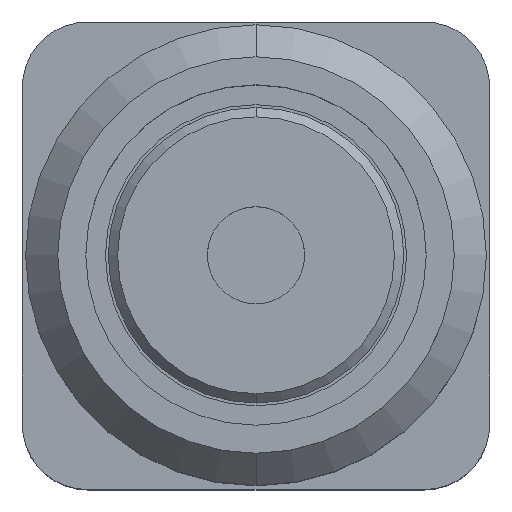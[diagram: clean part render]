
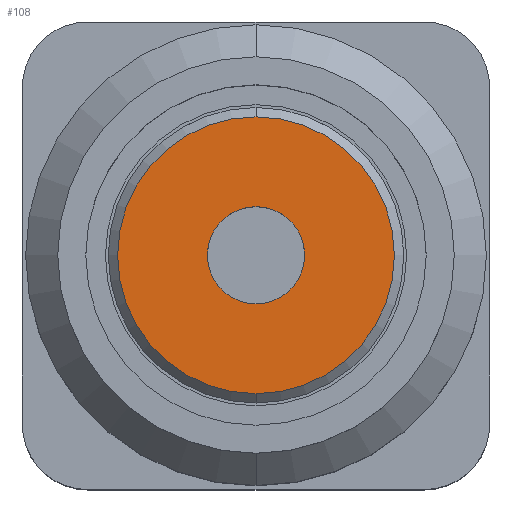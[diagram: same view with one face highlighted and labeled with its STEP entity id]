
A CAD part, top view. The second image highlights one B-rep face of the part: STEP entity #108.
In plain terms, the highlighted planar face has unit normal (0, 0, 1).
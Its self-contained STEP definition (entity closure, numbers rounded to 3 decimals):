
#108=ADVANCED_FACE('',(#246,#247),#248,.T.);
#246=FACE_OUTER_BOUND('',#388,.T.);
#247=FACE_BOUND('',#389,.T.);
#248=PLANE('',#390);
#388=EDGE_LOOP('',(#869,#870));
#389=EDGE_LOOP('',(#871,#872));
#390=AXIS2_PLACEMENT_3D('',#873,#874,#875);
#869=ORIENTED_EDGE('',*,*,#1038,.T.);
#870=ORIENTED_EDGE('',*,*,#1035,.F.);
#871=ORIENTED_EDGE('',*,*,#1039,.T.);
#872=ORIENTED_EDGE('',*,*,#1040,.F.);
#873=CARTESIAN_POINT('',(0.0,0.0,-2.032));
#874=DIRECTION('',(0.0,0.0,1.0));
#875=DIRECTION('',(1.0,0.0,0.0));
#1035=EDGE_CURVE('',#1275,#1276,#1277,.T.);
#1038=EDGE_CURVE('',#1275,#1276,#1280,.T.);
#1039=EDGE_CURVE('',#1281,#1282,#1283,.T.);
#1040=EDGE_CURVE('',#1281,#1282,#1284,.T.);
#1275=VERTEX_POINT('',#1611);
#1276=VERTEX_POINT('',#1612);
#1277=CIRCLE('',#1613,1.88);
#1280=CIRCLE('',#1618,1.88);
#1281=VERTEX_POINT('',#1619);
#1282=VERTEX_POINT('',#1620);
#1283=CIRCLE('',#1621,0.66);
#1284=CIRCLE('',#1622,0.66);
#1611=CARTESIAN_POINT('',(0.0,-1.88,-2.032));
#1612=CARTESIAN_POINT('',(0.0,1.88,-2.032));
#1613=AXIS2_PLACEMENT_3D('',#1871,#1872,#1873);
#1618=AXIS2_PLACEMENT_3D('',#1876,#1877,#1878);
#1619=CARTESIAN_POINT('',(0.0,-0.66,-2.032));
#1620=CARTESIAN_POINT('',(0.0,0.66,-2.032));
#1621=AXIS2_PLACEMENT_3D('',#1879,#1880,#1881);
#1622=AXIS2_PLACEMENT_3D('',#1882,#1883,#1884);
#1871=CARTESIAN_POINT('',(0.0,0.0,-2.032));
#1872=DIRECTION('',(0.0,0.0,-1.0));
#1873=DIRECTION('',(0.0,-1.0,0.0));
#1876=CARTESIAN_POINT('',(0.0,0.0,-2.032));
#1877=DIRECTION('',(0.0,0.0,1.0));
#1878=DIRECTION('',(0.0,-1.0,0.0));
#1879=CARTESIAN_POINT('',(0.0,0.0,-2.032));
#1880=DIRECTION('',(0.0,0.0,-1.0));
#1881=DIRECTION('',(0.0,-1.0,0.0));
#1882=CARTESIAN_POINT('',(0.0,0.0,-2.032));
#1883=DIRECTION('',(0.0,0.0,1.0));
#1884=DIRECTION('',(0.0,-1.0,0.0));
